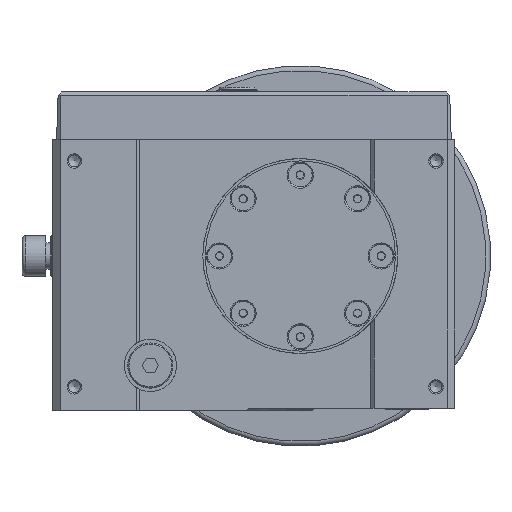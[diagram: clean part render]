
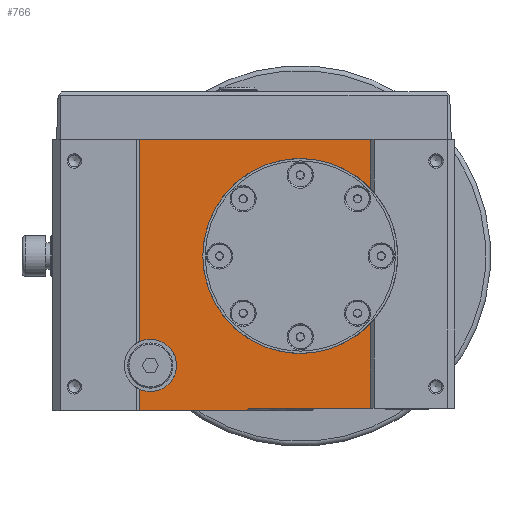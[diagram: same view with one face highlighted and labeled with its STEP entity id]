
A CAD part, left-side view. The second image highlights one B-rep face of the part: STEP entity #766.
In plain terms, the highlighted planar face has unit normal (-1, 0, 0).
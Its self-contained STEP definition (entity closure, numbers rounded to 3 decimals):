
#766 = ADVANCED_FACE( '', ( #2222 ), #2223, .T. );
#2222 = FACE_OUTER_BOUND( '', #4780, .T. );
#2223 = PLANE( '', #4781 );
#4780 = EDGE_LOOP( '', ( #7417, #7418, #7419, #7420, #7421, #7422, #7423, #7424, #7425, #7426 ) );
#4781 = AXIS2_PLACEMENT_3D( '', #7427, #7428, #7429 );
#7417 = ORIENTED_EDGE( '', *, *, #12779, .F. );
#7418 = ORIENTED_EDGE( '', *, *, #12780, .T. );
#7419 = ORIENTED_EDGE( '', *, *, #12781, .F. );
#7420 = ORIENTED_EDGE( '', *, *, #12782, .T. );
#7421 = ORIENTED_EDGE( '', *, *, #12783, .F. );
#7422 = ORIENTED_EDGE( '', *, *, #12770, .T. );
#7423 = ORIENTED_EDGE( '', *, *, #12784, .F. );
#7424 = ORIENTED_EDGE( '', *, *, #12785, .T. );
#7425 = ORIENTED_EDGE( '', *, *, #12786, .F. );
#7426 = ORIENTED_EDGE( '', *, *, #12787, .T. );
#7427 = CARTESIAN_POINT( '', ( 39.398, -186.856, 59.091 ) );
#7428 = DIRECTION( '', ( -1., 0., 0. ) );
#7429 = DIRECTION( '', ( 0., 0., 1. ) );
#12770 = EDGE_CURVE( '', #14836, #14840, #14842, .T. );
#12779 = EDGE_CURVE( '', #14856, #14857, #14858, .T. );
#12780 = EDGE_CURVE( '', #14856, #14859, #14860, .T. );
#12781 = EDGE_CURVE( '', #14861, #14859, #14862, .T. );
#12782 = EDGE_CURVE( '', #14861, #14863, #14864, .T. );
#12783 = EDGE_CURVE( '', #14836, #14863, #14865, .T. );
#12784 = EDGE_CURVE( '', #14866, #14840, #14867, .T. );
#12785 = EDGE_CURVE( '', #14866, #14868, #14869, .T. );
#12786 = EDGE_CURVE( '', #14870, #14868, #14871, .T. );
#12787 = EDGE_CURVE( '', #14870, #14857, #14872, .T. );
#14836 = VERTEX_POINT( '', #18272 );
#14840 = VERTEX_POINT( '', #18278 );
#14842 = LINE( '', #18280, #18281 );
#14856 = VERTEX_POINT( '', #18475 );
#14857 = VERTEX_POINT( '', #18476 );
#14858 = CIRCLE( '', #18477, 11. );
#14859 = VERTEX_POINT( '', #18478 );
#14860 = LINE( '', #18479, #18480 );
#14861 = VERTEX_POINT( '', #18481 );
#14862 = LINE( '', #18482, #18483 );
#14863 = VERTEX_POINT( '', #18484 );
#14864 = B_SPLINE_CURVE_WITH_KNOTS( '', 3, ( #18485, #18486, #18487, #18488, #18489, #18490, #18491, #18492, #18493, #18494, #18495, #18496, #18497 ), .UNSPECIFIED., .F., .F., ( 4, 3, 3, 3, 4 ), ( 0., 0.49, 0.979, 1.469, 1.958 ), .UNSPECIFIED. );
#14865 = LINE( '', #18498, #18499 );
#14866 = VERTEX_POINT( '', #18500 );
#14867 = CIRCLE( '', #18501, 41. );
#14868 = VERTEX_POINT( '', #18502 );
#14869 = LINE( '', #18503, #18504 );
#14870 = VERTEX_POINT( '', #18505 );
#14871 = LINE( '', #18506, #18507 );
#14872 = LINE( '', #18508, #18509 );
#18272 = CARTESIAN_POINT( '', ( 39.398, -272.479, 0. ) );
#18278 = CARTESIAN_POINT( '', ( 39.398, -272.479, 35.526 ) );
#18280 = CARTESIAN_POINT( '', ( 39.398, -272.479, 0. ) );
#18281 = VECTOR( '', #27590, 1000. );
#18475 = CARTESIAN_POINT( '', ( 39.398, -175.479, 7.963 ) );
#18476 = CARTESIAN_POINT( '', ( 39.398, -175.479, 28.037 ) );
#18477 = AXIS2_PLACEMENT_3D( '', #27594, #27595, #27596 );
#18478 = CARTESIAN_POINT( '', ( 39.398, -175.479, -1. ) );
#18479 = CARTESIAN_POINT( '', ( 39.398, -175.479, 0. ) );
#18480 = VECTOR( '', #27597, 1000. );
#18481 = CARTESIAN_POINT( '', ( 39.398, -220.129, -1. ) );
#18482 = CARTESIAN_POINT( '', ( 39.398, 0., -1. ) );
#18483 = VECTOR( '', #27598, 1000. );
#18484 = CARTESIAN_POINT( '', ( 39.398, -221.812, 0. ) );
#18485 = CARTESIAN_POINT( '', ( 39.398, -220.129, -1. ) );
#18486 = CARTESIAN_POINT( '', ( 39.398, -220.27, -0.917 ) );
#18487 = CARTESIAN_POINT( '', ( 39.398, -220.41, -0.835 ) );
#18488 = CARTESIAN_POINT( '', ( 39.398, -220.551, -0.752 ) );
#18489 = CARTESIAN_POINT( '', ( 39.398, -220.691, -0.669 ) );
#18490 = CARTESIAN_POINT( '', ( 39.398, -220.832, -0.586 ) );
#18491 = CARTESIAN_POINT( '', ( 39.398, -220.972, -0.502 ) );
#18492 = CARTESIAN_POINT( '', ( 39.398, -221.112, -0.419 ) );
#18493 = CARTESIAN_POINT( '', ( 39.398, -221.252, -0.335 ) );
#18494 = CARTESIAN_POINT( '', ( 39.398, -221.392, -0.252 ) );
#18495 = CARTESIAN_POINT( '', ( 39.398, -221.532, -0.168 ) );
#18496 = CARTESIAN_POINT( '', ( 39.398, -221.672, -0.084 ) );
#18497 = CARTESIAN_POINT( '', ( 39.398, -221.812, 0. ) );
#18498 = CARTESIAN_POINT( '', ( 39.398, 0., 0. ) );
#18499 = VECTOR( '', #27599, 1000. );
#18500 = CARTESIAN_POINT( '', ( 39.398, -272.479, 92.474 ) );
#18501 = AXIS2_PLACEMENT_3D( '', #27600, #27601, #27602 );
#18502 = CARTESIAN_POINT( '', ( 39.398, -272.479, 113. ) );
#18503 = CARTESIAN_POINT( '', ( 39.398, -272.479, 0. ) );
#18504 = VECTOR( '', #27603, 1000. );
#18505 = CARTESIAN_POINT( '', ( 39.398, -175.479, 113. ) );
#18506 = CARTESIAN_POINT( '', ( 39.398, 0., 113. ) );
#18507 = VECTOR( '', #27604, 1000. );
#18508 = CARTESIAN_POINT( '', ( 39.398, -175.479, 0. ) );
#18509 = VECTOR( '', #27605, 1000. );
#27590 = DIRECTION( '', ( 0., 0., 1. ) );
#27594 = CARTESIAN_POINT( '', ( 39.398, -179.979, 18. ) );
#27595 = DIRECTION( '', ( -1., 0., 0. ) );
#27596 = DIRECTION( '', ( 0., -1., 0. ) );
#27597 = DIRECTION( '', ( 0., 0., -1. ) );
#27598 = DIRECTION( '', ( 0., 1., 0. ) );
#27599 = DIRECTION( '', ( 0., 1., 0. ) );
#27600 = CARTESIAN_POINT( '', ( 39.398, -242.979, 64. ) );
#27601 = DIRECTION( '', ( -1., 0., 0. ) );
#27602 = DIRECTION( '', ( 0., -1., 0. ) );
#27603 = DIRECTION( '', ( 0., 0., 1. ) );
#27604 = DIRECTION( '', ( 0., -1., 0. ) );
#27605 = DIRECTION( '', ( 0., 0., -1. ) );
